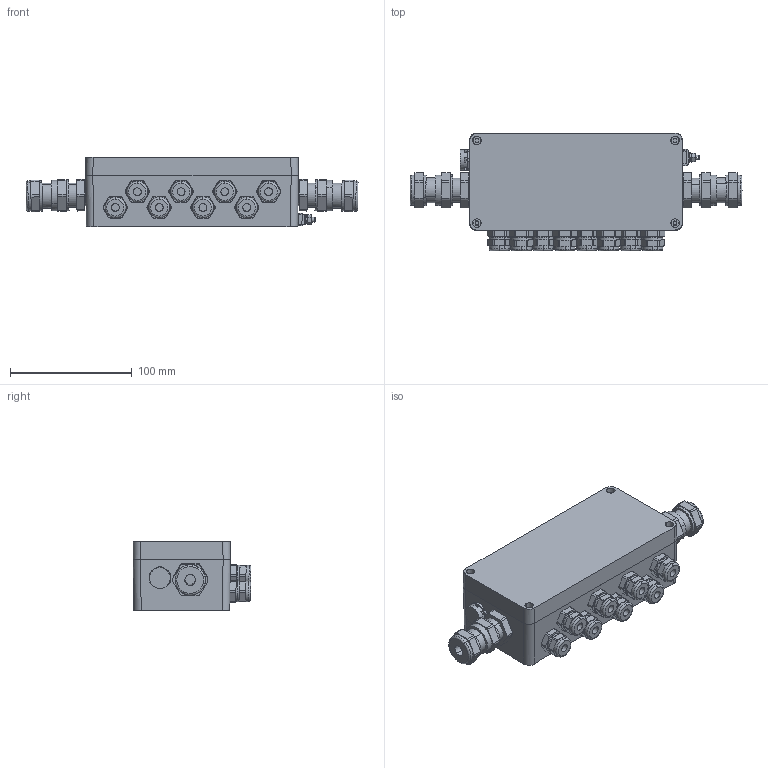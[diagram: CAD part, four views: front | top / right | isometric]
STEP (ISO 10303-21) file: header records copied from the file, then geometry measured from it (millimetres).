
FILE_DESCRIPTION(('CATIA V5 STEP Exchange','CAx-IF Rec.Pracs.--- Model Styling and Organization---1.4--- 2014-01-23'),'2;1');
FILE_NAME ('D1494005_2', '2024-04-24T08:05:14+00:00', ('none'), ('Weidmueller'), 'CATIA Version 5-6 Release 2016 SP3 HF44', 'CATIA V5 STEP AP214', 'none');
FILE_SCHEMA(('AUTOMOTIVE_DESIGN { 1 0 10303 214 1 1 1 1 }'));
Length unit declared in the file: millimetre
Products named in the file (1): S3D_FBCon_PA_CG_8way_Limiter_R_T
Bounding box: 272.91 x 96.93 x 57 mm (x, y, z)
Volume: 852517.8 mm3; surface area: 82603.5 mm2
Topology: 1 solids, 1 shells, 786 faces, 2448 edges, 1724 vertices
Faces by surface type: plane 410, cylinder 290, extrusion 52, torus 20, cone 8, bspline 6
Entity records: 27504 total; most frequent: CARTESIAN_POINT 6708, ORIENTED_EDGE 4896, DIRECTION 2916, EDGE_CURVE 2448, VERTEX_POINT 1724, VECTOR 1527, LINE 1475, AXIS2_PLACEMENT_3D 1030
